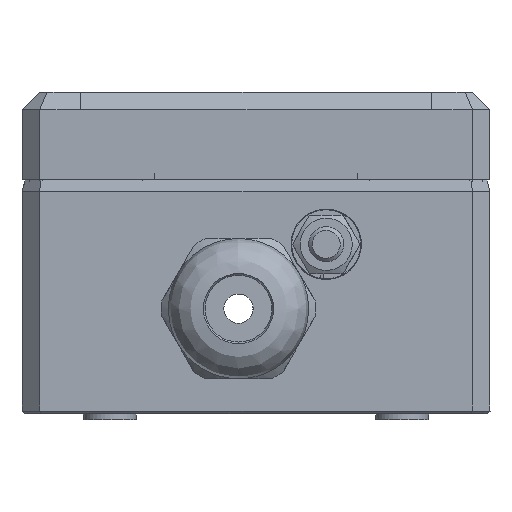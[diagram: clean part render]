
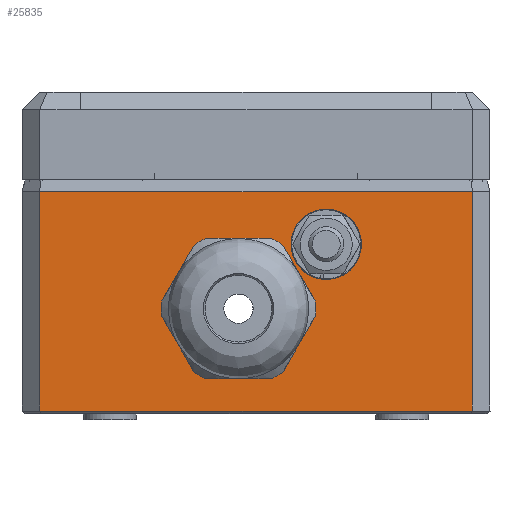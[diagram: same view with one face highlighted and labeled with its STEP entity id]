
A CAD part, left-side view. The second image highlights one B-rep face of the part: STEP entity #25835.
In plain terms, the highlighted planar face has unit normal (-1, 0, 0).
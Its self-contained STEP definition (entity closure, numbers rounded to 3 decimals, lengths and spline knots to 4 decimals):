
#1501=FACE_BOUND($,#6127,.T.);
#1502=FACE_BOUND($,#6128,.T.);
#1503=FACE_BOUND($,#6129,.T.);
#2734=CIRCLE($,#27086,1.325);
#2736=CIRCLE($,#27089,1.325);
#2740=CIRCLE($,#27098,1.325);
#2742=CIRCLE($,#27101,1.325);
#2746=CIRCLE($,#27110,1.325);
#2748=CIRCLE($,#27113,1.325);
#2841=CIRCLE($,#27307,0.325);
#6127=EDGE_LOOP($,(#23545,#23546,#23547,#23548,#23549,#23550,#23551,#23552,
#23553,#23554,#23555,#23556));
#6128=EDGE_LOOP($,(#23557));
#6129=EDGE_LOOP($,(#23558,#23559,#23560,#23561));
#7504=LINE($,#42498,#9465);
#7508=LINE($,#42507,#9469);
#7515=LINE($,#42534,#9476);
#7519=LINE($,#42541,#9480);
#7526=LINE($,#42576,#9487);
#7530=LINE($,#42583,#9491);
#8111=LINE($,#62007,#10072);
#8114=LINE($,#62013,#10075);
#8117=LINE($,#62019,#10078);
#8119=LINE($,#62022,#10080);
#9465=VECTOR($,#31770,1.1236);
#9469=VECTOR($,#31776,1.1236);
#9476=VECTOR($,#31803,1.1236);
#9480=VECTOR($,#31809,1.1236);
#9487=VECTOR($,#31838,1.1236);
#9491=VECTOR($,#31844,1.1236);
#10072=VECTOR($,#34139,3.75);
#10075=VECTOR($,#34146,7.4);
#10078=VECTOR($,#34153,3.75);
#10080=VECTOR($,#34157,7.4);
#11634=VERTEX_POINT($,#42495);
#11635=VERTEX_POINT($,#42497);
#11638=VERTEX_POINT($,#42504);
#11639=VERTEX_POINT($,#42506);
#11641=VERTEX_POINT($,#42512);
#11643=VERTEX_POINT($,#42518);
#11649=VERTEX_POINT($,#42533);
#11651=VERTEX_POINT($,#42539);
#11656=VERTEX_POINT($,#42557);
#11658=VERTEX_POINT($,#42563);
#11662=VERTEX_POINT($,#42575);
#11664=VERTEX_POINT($,#42581);
#11816=VERTEX_POINT($,#43168);
#12533=VERTEX_POINT($,#62004);
#12534=VERTEX_POINT($,#62006);
#12535=VERTEX_POINT($,#62012);
#12536=VERTEX_POINT($,#62018);
#14848=EDGE_CURVE($,#11635,#11634,#7504,.T.);
#14852=EDGE_CURVE($,#11639,#11638,#7508,.T.);
#14855=EDGE_CURVE($,#11641,#11639,#2734,.T.);
#14859=EDGE_CURVE($,#11638,#11643,#2736,.T.);
#14865=EDGE_CURVE($,#11649,#11641,#7515,.T.);
#14869=EDGE_CURVE($,#11643,#11651,#7519,.T.);
#14875=EDGE_CURVE($,#11656,#11649,#2740,.T.);
#14879=EDGE_CURVE($,#11651,#11658,#2742,.T.);
#14884=EDGE_CURVE($,#11662,#11656,#7526,.T.);
#14888=EDGE_CURVE($,#11658,#11664,#7530,.T.);
#14894=EDGE_CURVE($,#11634,#11662,#2746,.T.);
#14896=EDGE_CURVE($,#11664,#11635,#2748,.T.);
#15116=EDGE_CURVE($,#11816,#11816,#2841,.T.);
#16214=EDGE_CURVE($,#12534,#12533,#8111,.T.);
#16217=EDGE_CURVE($,#12534,#12535,#8114,.T.);
#16220=EDGE_CURVE($,#12535,#12536,#8117,.T.);
#16222=EDGE_CURVE($,#12533,#12536,#8119,.T.);
#23545=ORIENTED_EDGE($,*,*,#14852,.T.);
#23546=ORIENTED_EDGE($,*,*,#14859,.T.);
#23547=ORIENTED_EDGE($,*,*,#14869,.T.);
#23548=ORIENTED_EDGE($,*,*,#14879,.T.);
#23549=ORIENTED_EDGE($,*,*,#14888,.T.);
#23550=ORIENTED_EDGE($,*,*,#14896,.T.);
#23551=ORIENTED_EDGE($,*,*,#14848,.T.);
#23552=ORIENTED_EDGE($,*,*,#14894,.T.);
#23553=ORIENTED_EDGE($,*,*,#14884,.T.);
#23554=ORIENTED_EDGE($,*,*,#14875,.T.);
#23555=ORIENTED_EDGE($,*,*,#14865,.T.);
#23556=ORIENTED_EDGE($,*,*,#14855,.T.);
#23557=ORIENTED_EDGE($,*,*,#15116,.T.);
#23558=ORIENTED_EDGE($,*,*,#16222,.T.);
#23559=ORIENTED_EDGE($,*,*,#16220,.F.);
#23560=ORIENTED_EDGE($,*,*,#16217,.F.);
#23561=ORIENTED_EDGE($,*,*,#16214,.T.);
#24416=PLANE($,#27968);
#25835=ADVANCED_FACE($,(#1501,#1502,#1503),#24416,.T.);
#27086=AXIS2_PLACEMENT_3D($,#42513,#31782,#31783);
#27089=AXIS2_PLACEMENT_3D($,#42520,#31790,#31791);
#27098=AXIS2_PLACEMENT_3D($,#42558,#31818,#31819);
#27101=AXIS2_PLACEMENT_3D($,#42565,#31826,#31827);
#27110=AXIS2_PLACEMENT_3D($,#42598,#31853,#31854);
#27113=AXIS2_PLACEMENT_3D($,#42601,#31859,#31860);
#27307=AXIS2_PLACEMENT_3D($,#43169,#32352,#32353);
#27968=AXIS2_PLACEMENT_3D($,#62021,#34155,#34156);
#31770=DIRECTION($,(0.,1.,0.));
#31776=DIRECTION($,(0.,-1.,0.));
#31782=DIRECTION('center_axis',(1.,0.,
0.));
#31783=DIRECTION('ref_axis',(0.,0.424,0.906));
#31790=DIRECTION('center_axis',(1.,0.,
0.));
#31791=DIRECTION('ref_axis',(0.,-0.572,0.82));
#31803=DIRECTION($,(0.,-0.5,0.866));
#31809=DIRECTION($,(0.,-0.5,-0.866));
#31818=DIRECTION('center_axis',(1.,0.,
0.));
#31819=DIRECTION('ref_axis',(0.,0.996,0.086));
#31826=DIRECTION('center_axis',(1.,0.,
0.));
#31827=DIRECTION('ref_axis',(0.,-0.996,-0.086));
#31838=DIRECTION($,(0.,0.5,0.866));
#31844=DIRECTION($,(0.,0.5,-0.866));
#31853=DIRECTION('center_axis',(1.,0.,
0.));
#31854=DIRECTION('ref_axis',(0.,0.572,-0.82));
#31859=DIRECTION('center_axis',(1.,0.,
0.));
#31860=DIRECTION('ref_axis',(0.,-0.424,-0.906));
#32352=DIRECTION('center_axis',(1.,0.,
0.));
#32353=DIRECTION('ref_axis',(0.,0.,
1.));
#34139=DIRECTION($,(0.,0.,1.));
#34146=DIRECTION($,(0.,1.,0.));
#34153=DIRECTION($,(0.,0.,1.));
#34155=DIRECTION('center_axis',(-1.,0.,
0.));
#34156=DIRECTION('ref_axis',(0.,-1.,0.));
#34157=DIRECTION($,(0.,1.,0.));
#42495=CARTESIAN_POINT('',(-5.3033,7.7171,1.7517));
#42497=CARTESIAN_POINT('',(-5.3032,6.5935,1.7517));
#42498=CARTESIAN_POINT($,(-5.3033,8.7244,1.7517));
#42504=CARTESIAN_POINT('',(-5.3032,6.5935,4.1517));
#42506=CARTESIAN_POINT('',(-5.3033,7.7171,4.1517));
#42507=CARTESIAN_POINT($,(-5.3034,9.2862,4.1517));
#42512=CARTESIAN_POINT('',(-5.3033,7.9137,4.0382));
#42513=CARTESIAN_POINT('Origin',(-5.3032,7.1553,2.9517));
#42518=CARTESIAN_POINT('',(-5.3032,6.397,4.0382));
#42520=CARTESIAN_POINT('Origin',(-5.3032,7.1553,2.9517));
#42533=CARTESIAN_POINT('',(-5.3033,8.4755,3.0651));
#42534=CARTESIAN_POINT($,(-5.3033,8.3212,3.3323));
#42539=CARTESIAN_POINT('',(-5.3031,5.8352,3.0651));
#42541=CARTESIAN_POINT($,(-5.3032,7.1954,5.421));
#42557=CARTESIAN_POINT('',(-5.3033,8.4755,2.8382));
#42558=CARTESIAN_POINT('Origin',(-5.3032,7.1553,2.9517));
#42563=CARTESIAN_POINT('',(-5.3031,5.8352,2.8382));
#42565=CARTESIAN_POINT('Origin',(-5.3032,7.1553,2.9517));
#42575=CARTESIAN_POINT('',(-5.3033,7.9137,1.8651));
#42576=CARTESIAN_POINT($,(-5.3034,8.9929,3.7345));
#42581=CARTESIAN_POINT('',(-5.3032,6.397,1.8651));
#42583=CARTESIAN_POINT($,(-5.3031,5.9618,2.6189));
#42598=CARTESIAN_POINT('Origin',(-5.3032,7.1553,2.9517));
#42601=CARTESIAN_POINT('Origin',(-5.3032,7.1553,2.9517));
#43168=CARTESIAN_POINT('',(-5.3031,5.6553,4.3767));
#43169=CARTESIAN_POINT('Origin',(-5.3031,5.6553,4.0517));
#62004=CARTESIAN_POINT('',(-5.3029,3.1553,4.9517));
#62006=CARTESIAN_POINT('',(-5.3029,3.1553,1.2017));
#62007=CARTESIAN_POINT($,(-5.3029,3.1553,1.2017));
#62012=CARTESIAN_POINT('',(-5.3035,10.5553,1.2017));
#62013=CARTESIAN_POINT($,(-5.3029,3.1553,1.2017));
#62018=CARTESIAN_POINT('',(-5.3035,10.5553,4.9517));
#62019=CARTESIAN_POINT($,(-5.3035,10.5553,1.2017));
#62021=CARTESIAN_POINT('Origin',(-5.3035,10.8553,5.1517));
#62022=CARTESIAN_POINT($,(-5.3029,3.1553,4.9517));
